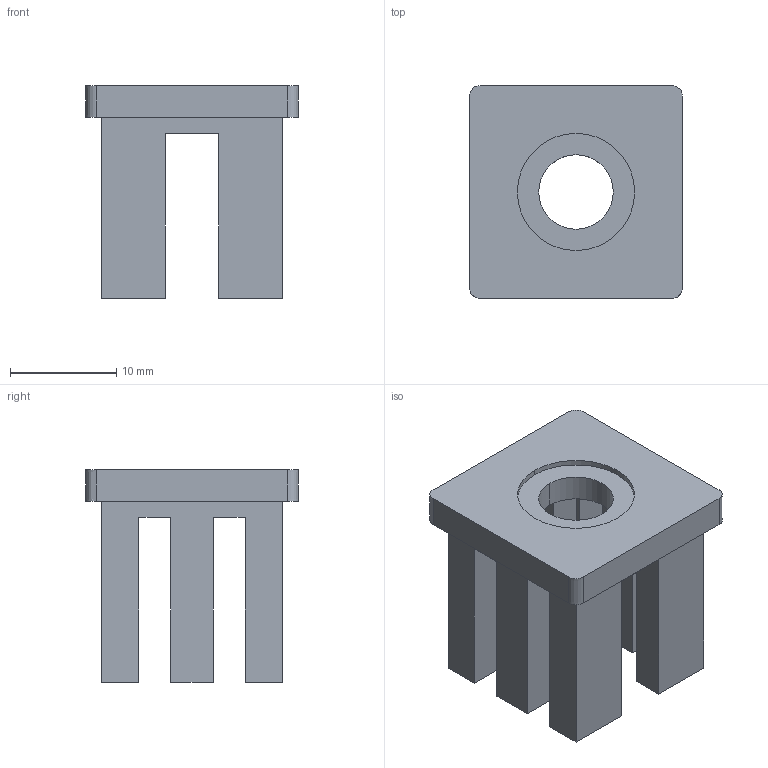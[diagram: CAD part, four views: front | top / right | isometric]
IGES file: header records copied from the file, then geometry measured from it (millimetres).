
Start section:  PTC IGES file: s0566698701.igs
Global section: file name: s0566698701.igs; native system: Pro/ENGINEER by Parametric Technology Corporation; preprocessor: 2006460; author: Andrea.Castagnoli; organization: Unknown; date: 20070303.084125; units: millimetre
Bounding box: 20 x 20 x 20 mm (x, y, z)
Volume: 2886.7 mm3; surface area: 2808.4 mm2
Topology: 1 solids, 1 shells, 48 faces, 132 edges, 88 vertices
Faces by surface type: bspline 40, revolution 4, extrusion 4
